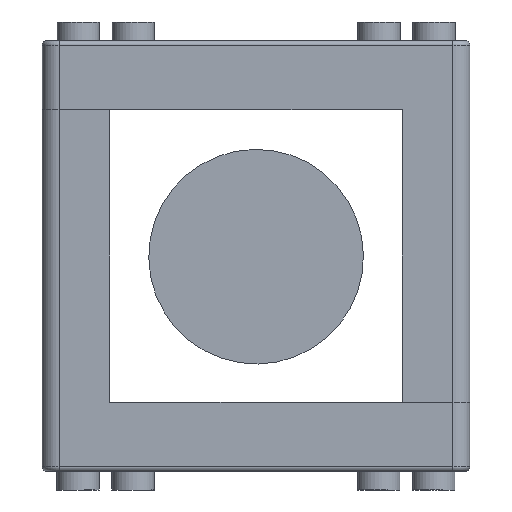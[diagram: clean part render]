
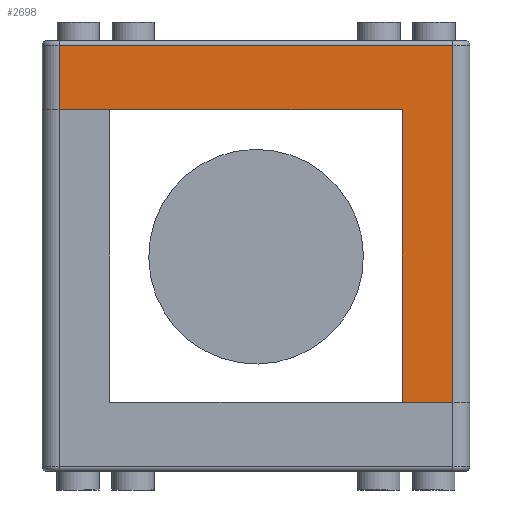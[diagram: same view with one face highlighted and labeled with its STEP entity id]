
A CAD part, front view. The second image highlights one B-rep face of the part: STEP entity #2698.
In plain terms, the highlighted face is planar.
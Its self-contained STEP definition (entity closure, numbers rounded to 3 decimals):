
#387=FACE_OUTER_BOUND('',#574,.T.);
#574=EDGE_LOOP('',(#2262,#2263,#2264,#2265,#2266,#2267));
#797=LINE('',#4576,#1048);
#799=LINE('',#4585,#1050);
#801=LINE('',#4591,#1052);
#808=LINE('',#4610,#1059);
#809=LINE('',#4612,#1060);
#810=LINE('',#4613,#1061);
#1048=VECTOR('',#3765,10.);
#1050=VECTOR('',#3777,10.);
#1052=VECTOR('',#3783,10.);
#1059=VECTOR('',#3804,10.);
#1060=VECTOR('',#3805,10.);
#1061=VECTOR('',#3806,10.);
#1320=VERTEX_POINT('',#4567);
#1322=VERTEX_POINT('',#4574);
#1323=VERTEX_POINT('',#4579);
#1325=VERTEX_POINT('',#4587);
#1331=VERTEX_POINT('',#4609);
#1332=VERTEX_POINT('',#4611);
#1655=EDGE_CURVE('',#1322,#1320,#797,.T.);
#1660=EDGE_CURVE('',#1320,#1323,#799,.T.);
#1663=EDGE_CURVE('',#1323,#1325,#801,.T.);
#1672=EDGE_CURVE('',#1331,#1322,#808,.T.);
#1673=EDGE_CURVE('',#1331,#1332,#809,.T.);
#1674=EDGE_CURVE('',#1325,#1332,#810,.T.);
#2262=ORIENTED_EDGE('',*,*,#1663,.F.);
#2263=ORIENTED_EDGE('',*,*,#1660,.F.);
#2264=ORIENTED_EDGE('',*,*,#1655,.F.);
#2265=ORIENTED_EDGE('',*,*,#1672,.F.);
#2266=ORIENTED_EDGE('',*,*,#1673,.T.);
#2267=ORIENTED_EDGE('',*,*,#1674,.F.);
#2546=PLANE('',#3081);
#2698=ADVANCED_FACE('',(#387),#2546,.T.);
#3081=AXIS2_PLACEMENT_3D('',#4608,#3802,#3803);
#3765=DIRECTION('',(0.,0.,-1.));
#3777=DIRECTION('',(0.,-1.,0.));
#3783=DIRECTION('',(0.,0.,1.));
#3802=DIRECTION('center_axis',(1.,0.,0.));
#3803=DIRECTION('ref_axis',(0.,1.,0.));
#3804=DIRECTION('',(0.,1.,0.));
#3805=DIRECTION('',(0.,0.,1.));
#3806=DIRECTION('',(0.,1.,0.));
#4567=CARTESIAN_POINT('',(24.9,22.9,0.5));
#4574=CARTESIAN_POINT('',(24.9,22.9,8.));
#4576=CARTESIAN_POINT('',(24.9,22.9,0.));
#4579=CARTESIAN_POINT('',(24.9,-22.9,0.5));
#4585=CARTESIAN_POINT('',(24.9,-12.45,0.5));
#4587=CARTESIAN_POINT('',(24.9,-22.9,42.1));
#4591=CARTESIAN_POINT('',(24.9,-22.9,0.));
#4608=CARTESIAN_POINT('Origin',(24.9,-24.9,0.));
#4609=CARTESIAN_POINT('',(24.9,-17.02,8.));
#4610=CARTESIAN_POINT('',(24.9,24.9,8.));
#4611=CARTESIAN_POINT('',(24.9,-17.02,42.1));
#4612=CARTESIAN_POINT('',(24.9,-17.02,8.));
#4613=CARTESIAN_POINT('',(24.9,-24.9,42.1));
